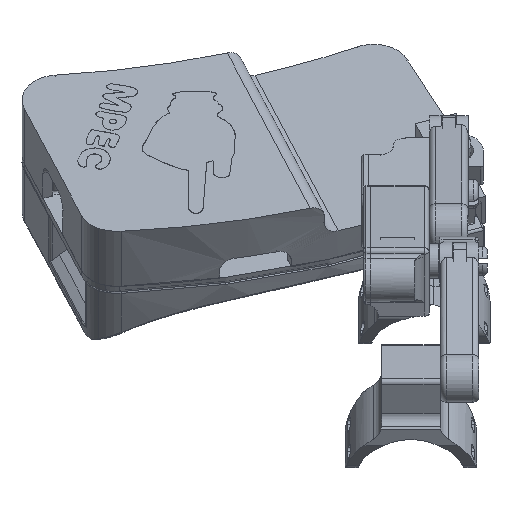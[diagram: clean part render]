
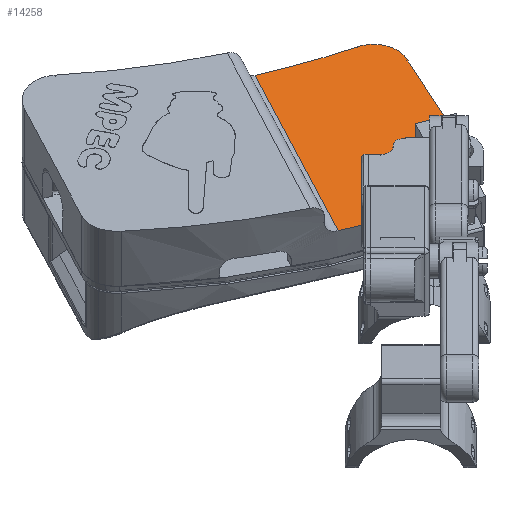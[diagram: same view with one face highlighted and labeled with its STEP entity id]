
A CAD part, left-side view. The second image highlights one B-rep face of the part: STEP entity #14258.
In plain terms, the highlighted face is planar.
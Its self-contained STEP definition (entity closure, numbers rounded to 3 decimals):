
#711=PLANE('',#15597);
#1181=CIRCLE('',#15488,175.);
#1213=CIRCLE('',#15556,175.);
#1215=CIRCLE('',#15582,7.5);
#1216=CIRCLE('',#15585,7.5);
#1967=FACE_OUTER_BOUND('',#2855,.T.);
#2855=EDGE_LOOP('',(#12502,#12503,#12504,#12505,#12506,#12507,#12508,#12509,
#12510));
#4271=LINE('',#27350,#5342);
#4397=LINE('',#27720,#5468);
#4400=LINE('',#27728,#5471);
#4401=LINE('',#27731,#5472);
#4410=LINE('',#27748,#5481);
#5342=VECTOR('',#18289,10.);
#5468=VECTOR('',#18613,10.);
#5471=VECTOR('',#18622,10.);
#5472=VECTOR('',#18625,10.);
#5481=VECTOR('',#18650,10.);
#6671=VERTEX_POINT('',#27325);
#6674=VERTEX_POINT('',#27339);
#6677=VERTEX_POINT('',#27379);
#6776=VERTEX_POINT('',#27667);
#6778=VERTEX_POINT('',#27714);
#6779=VERTEX_POINT('',#27718);
#6780=VERTEX_POINT('',#27722);
#6781=VERTEX_POINT('',#27726);
#6782=VERTEX_POINT('',#27730);
#8555=EDGE_CURVE('',#6674,#6671,#4271,.T.);
#8561=EDGE_CURVE('',#6671,#6677,#1181,.T.);
#8697=EDGE_CURVE('',#6674,#6776,#1213,.T.);
#8718=EDGE_CURVE('',#6677,#6778,#1215,.T.);
#8720=EDGE_CURVE('',#6778,#6779,#4397,.T.);
#8722=EDGE_CURVE('',#6779,#6780,#1216,.T.);
#8724=EDGE_CURVE('',#6781,#6780,#4400,.T.);
#8725=EDGE_CURVE('',#6782,#6781,#4401,.T.);
#8734=EDGE_CURVE('',#6776,#6782,#4410,.T.);
#12502=ORIENTED_EDGE('',*,*,#8555,.F.);
#12503=ORIENTED_EDGE('',*,*,#8697,.T.);
#12504=ORIENTED_EDGE('',*,*,#8734,.T.);
#12505=ORIENTED_EDGE('',*,*,#8725,.T.);
#12506=ORIENTED_EDGE('',*,*,#8724,.T.);
#12507=ORIENTED_EDGE('',*,*,#8722,.F.);
#12508=ORIENTED_EDGE('',*,*,#8720,.F.);
#12509=ORIENTED_EDGE('',*,*,#8718,.F.);
#12510=ORIENTED_EDGE('',*,*,#8561,.F.);
#14258=ADVANCED_FACE('',(#1967),#711,.T.);
#15488=AXIS2_PLACEMENT_3D('',#27380,#18299,#18300);
#15556=AXIS2_PLACEMENT_3D('',#27669,#18537,#18538);
#15582=AXIS2_PLACEMENT_3D('',#27716,#18608,#18609);
#15585=AXIS2_PLACEMENT_3D('',#27724,#18617,#18618);
#15597=AXIS2_PLACEMENT_3D('',#27751,#18654,#18655);
#18289=DIRECTION('',(0.,0.,1.));
#18299=DIRECTION('center_axis',(0.,1.,0.));
#18300=DIRECTION('ref_axis',(0.262,0.,-0.965));
#18537=DIRECTION('center_axis',(0.,1.,0.));
#18538=DIRECTION('ref_axis',(-0.103,0.,-0.995));
#18608=DIRECTION('center_axis',(0.,-1.,0.));
#18609=DIRECTION('ref_axis',(-0.998,0.,0.071));
#18613=DIRECTION('',(-0.071,0.,-0.998));
#18617=DIRECTION('center_axis',(0.,-1.,0.));
#18618=DIRECTION('ref_axis',(-0.673,0.,-0.74));
#18622=DIRECTION('',(0.,0.,-1.));
#18625=DIRECTION('',(-1.,0.,0.));
#18650=DIRECTION('',(0.,0.,1.));
#18654=DIRECTION('center_axis',(0.,1.,0.));
#18655=DIRECTION('ref_axis',(0.,0.,1.));
#27325=CARTESIAN_POINT('',(4.265,8.95,-99.948));
#27339=CARTESIAN_POINT('',(4.265,8.95,-149.948));
#27350=CARTESIAN_POINT('',(4.265,8.95,-135.826));
#27379=CARTESIAN_POINT('',(-18.521,8.95,-99.017));
#27380=CARTESIAN_POINT('Origin',(0.,8.95,75.));
#27667=CARTESIAN_POINT('',(-15.663,8.95,-149.298));
#27669=CARTESIAN_POINT('Origin',(0.,8.95,25.));
#27714=CARTESIAN_POINT('',(-26.796,8.95,-105.945));
#27716=CARTESIAN_POINT('Origin',(-19.315,8.95,-106.475));
#27718=CARTESIAN_POINT('',(-29.246,8.95,-140.55));
#27720=CARTESIAN_POINT('',(-27.303,8.95,-113.101));
#27722=CARTESIAN_POINT('',(-27.963,8.95,-145.304));
#27724=CARTESIAN_POINT('Origin',(-21.765,8.95,-141.08));
#27726=CARTESIAN_POINT('',(-27.963,8.95,-136.892));
#27728=CARTESIAN_POINT('',(-27.963,8.95,-129.348));
#27730=CARTESIAN_POINT('',(-15.663,8.95,-136.892));
#27731=CARTESIAN_POINT('',(-0.739,8.95,-136.892));
#27748=CARTESIAN_POINT('',(-15.663,8.95,-136.248));
#27751=CARTESIAN_POINT('Origin',(14.184,8.95,-121.804));
